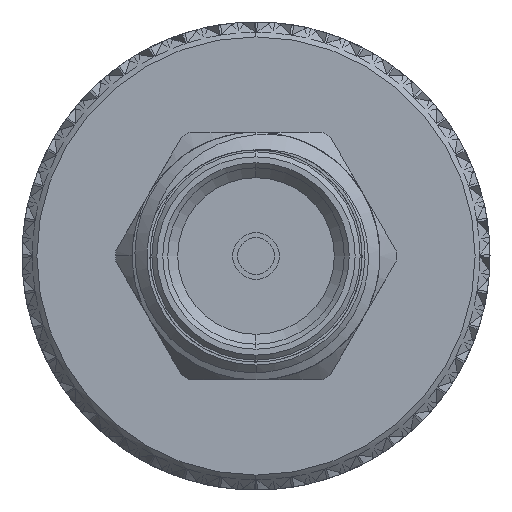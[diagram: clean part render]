
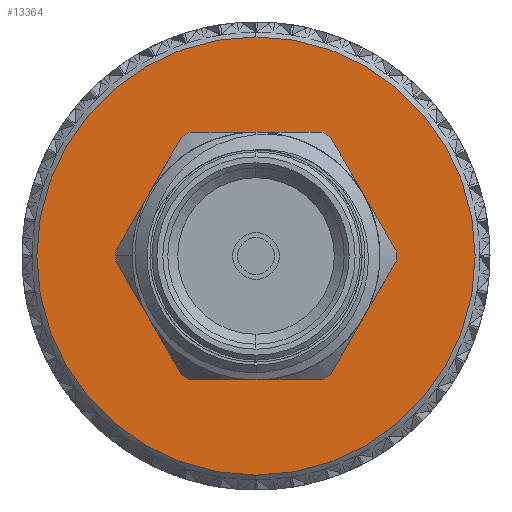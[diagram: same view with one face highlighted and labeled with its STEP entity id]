
A CAD part, left-side view. The second image highlights one B-rep face of the part: STEP entity #13364.
In plain terms, the highlighted face is planar.
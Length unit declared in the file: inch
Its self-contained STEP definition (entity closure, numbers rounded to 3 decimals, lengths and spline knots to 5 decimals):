
#5179 = ORIENTED_EDGE ( 'NONE', *, *, #37347, .T. ) ;
#8497 = CIRCLE ( 'NONE', #26816, 0.221 ) ;
#8951 = CARTESIAN_POINT ( 'NONE',  ( 0.719, 0., 0. ) ) ;
#10084 = VERTEX_POINT ( 'NONE', #63942 ) ;
#10451 = EDGE_LOOP ( 'NONE', ( #21383, #5179 ) ) ;
#10514 = AXIS2_PLACEMENT_3D ( 'NONE', #14131, #35826, #14367 ) ;
#12257 = DIRECTION ( 'NONE',  ( 0., 0., -1. ) ) ;
#13250 = EDGE_LOOP ( 'NONE', ( #24376, #19365 ) ) ;
#13364 = ADVANCED_FACE ( 'NONE', ( #64488, #54504 ), #20240, .T. ) ;
#13615 = CARTESIAN_POINT ( 'NONE',  ( 0.719, 0., -0.221 ) ) ;
#14131 = CARTESIAN_POINT ( 'NONE',  ( 0.719, 0., 0. ) ) ;
#14367 = DIRECTION ( 'NONE',  ( 0., 0., -1. ) ) ;
#15039 = EDGE_CURVE ( 'NONE', #58129, #46266, #35205, .T. ) ;
#15682 = DIRECTION ( 'NONE',  ( 1., 0., 0. ) ) ;
#19365 = ORIENTED_EDGE ( 'NONE', *, *, #50892, .F. ) ;
#19444 = EDGE_CURVE ( 'NONE', #10084, #24764, #23038, .T. ) ;
#20240 = PLANE ( 'NONE',  #10514 ) ;
#21383 = ORIENTED_EDGE ( 'NONE', *, *, #15039, .T. ) ;
#23038 = CIRCLE ( 'NONE', #32677, 0.095 ) ;
#24376 = ORIENTED_EDGE ( 'NONE', *, *, #19444, .F. ) ;
#24764 = VERTEX_POINT ( 'NONE', #32720 ) ;
#25408 = CIRCLE ( 'NONE', #29297, 0.095 ) ;
#26816 = AXIS2_PLACEMENT_3D ( 'NONE', #8951, #30484, #35806 ) ;
#29297 = AXIS2_PLACEMENT_3D ( 'NONE', #39051, #38829, #12257 ) ;
#30484 = DIRECTION ( 'NONE',  ( 1., 0., 0. ) ) ;
#32677 = AXIS2_PLACEMENT_3D ( 'NONE', #42303, #15682, #63633 ) ;
#32720 = CARTESIAN_POINT ( 'NONE',  ( 0.719, 0., 0.095 ) ) ;
#34663 = DIRECTION ( 'NONE',  ( 1., 0., 0. ) ) ;
#35205 = CIRCLE ( 'NONE', #49677, 0.221 ) ;
#35385 = CARTESIAN_POINT ( 'NONE',  ( 0.719, 0., 0.221 ) ) ;
#35806 = DIRECTION ( 'NONE',  ( 0., 0., -1. ) ) ;
#35826 = DIRECTION ( 'NONE',  ( 1., 0., 0. ) ) ;
#37347 = EDGE_CURVE ( 'NONE', #46266, #58129, #8497, .T. ) ;
#38829 = DIRECTION ( 'NONE',  ( 1., 0., 0. ) ) ;
#39051 = CARTESIAN_POINT ( 'NONE',  ( 0.719, 0., 0. ) ) ;
#40008 = DIRECTION ( 'NONE',  ( 0., 0., -1. ) ) ;
#42303 = CARTESIAN_POINT ( 'NONE',  ( 0.719, 0., 0. ) ) ;
#46266 = VERTEX_POINT ( 'NONE', #13615 ) ;
#49677 = AXIS2_PLACEMENT_3D ( 'NONE', #61180, #34663, #40008 ) ;
#50892 = EDGE_CURVE ( 'NONE', #24764, #10084, #25408, .T. ) ;
#54504 = FACE_BOUND ( 'NONE', #13250, .T. ) ;
#58129 = VERTEX_POINT ( 'NONE', #35385 ) ;
#61180 = CARTESIAN_POINT ( 'NONE',  ( 0.719, 0., 0. ) ) ;
#63633 = DIRECTION ( 'NONE',  ( 0., 0., -1. ) ) ;
#63942 = CARTESIAN_POINT ( 'NONE',  ( 0.719, 0., -0.095 ) ) ;
#64488 = FACE_OUTER_BOUND ( 'NONE', #10451, .T. ) ;
